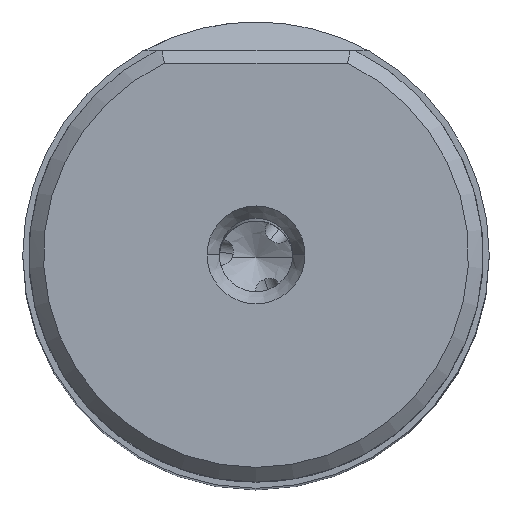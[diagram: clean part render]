
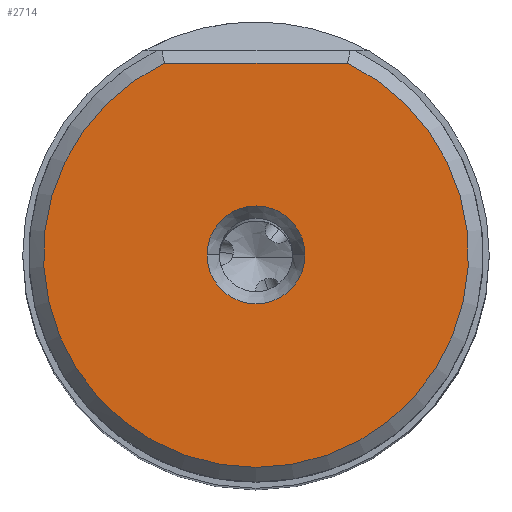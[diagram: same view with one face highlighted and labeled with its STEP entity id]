
A CAD part, top view. The second image highlights one B-rep face of the part: STEP entity #2714.
In plain terms, the highlighted planar face has unit normal (0, 0, 1).
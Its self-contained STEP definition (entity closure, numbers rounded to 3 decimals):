
#1411=FACE_BOUND('',#6158,.T.);
#1412=FACE_BOUND('',#6159,.T.);
#2714=ADVANCED_FACE('',(#1411,#1412),#3503,.T.);
#3503=PLANE('',#30960);
#6158=EDGE_LOOP('',(#17186,#17187,#17188));
#6159=EDGE_LOOP('',(#17189,#17190));
#7481=LINE('',#66412,#8684);
#8684=VECTOR('',#37011,1.);
#17186=ORIENTED_EDGE('',*,*,#25749,.F.);
#17187=ORIENTED_EDGE('',*,*,#25748,.F.);
#17188=ORIENTED_EDGE('',*,*,#25744,.T.);
#17189=ORIENTED_EDGE('',*,*,#25750,.F.);
#17190=ORIENTED_EDGE('',*,*,#25751,.F.);
#21717=VERTEX_POINT('',#66411);
#21718=VERTEX_POINT('',#66413);
#21720=VERTEX_POINT('',#66425);
#21721=VERTEX_POINT('',#66429);
#21722=VERTEX_POINT('',#66430);
#25744=EDGE_CURVE('',#21718,#21717,#7481,.T.);
#25748=EDGE_CURVE('',#21718,#21720,#27730,.T.);
#25749=EDGE_CURVE('',#21720,#21717,#27731,.T.);
#25750=EDGE_CURVE('',#21721,#21722,#27732,.T.);
#25751=EDGE_CURVE('',#21722,#21721,#27733,.T.);
#27730=CIRCLE('',#30955,17.35);
#27731=CIRCLE('',#30956,17.35);
#27732=CIRCLE('',#30958,4.);
#27733=CIRCLE('',#30959,4.);
#30955=AXIS2_PLACEMENT_3D('',#66424,#37018,#37019);
#30956=AXIS2_PLACEMENT_3D('',#66426,#37020,#37021);
#30958=AXIS2_PLACEMENT_3D('',#66428,#37024,#37025);
#30959=AXIS2_PLACEMENT_3D('',#66431,#37026,#37027);
#30960=AXIS2_PLACEMENT_3D('',#66432,#37028,#37029);
#37011=DIRECTION('',(-1.,0.,0.));
#37018=DIRECTION('',(0.,0.,-1.));
#37019=DIRECTION('',(0.43,0.903,0.));
#37020=DIRECTION('',(0.,0.,-1.));
#37021=DIRECTION('',(0.,-1.,0.));
#37024=DIRECTION('',(0.,0.,1.));
#37025=DIRECTION('',(-1.,0.,0.));
#37026=DIRECTION('',(0.,0.,1.));
#37027=DIRECTION('',(1.,0.,0.));
#37028=DIRECTION('',(0.,0.,1.));
#37029=DIRECTION('',(-1.,0.,0.));
#66411=CARTESIAN_POINT('',(-7.465,15.662,0.));
#66412=CARTESIAN_POINT('',(7.465,15.662,0.));
#66413=CARTESIAN_POINT('',(7.465,15.662,0.));
#66424=CARTESIAN_POINT('',(0.,0.,0.));
#66425=CARTESIAN_POINT('',(0.,-17.35,0.));
#66426=CARTESIAN_POINT('',(0.,0.,0.));
#66428=CARTESIAN_POINT('',(0.,0.,0.));
#66429=CARTESIAN_POINT('',(-4.,0.,0.));
#66430=CARTESIAN_POINT('',(4.,0.,0.));
#66431=CARTESIAN_POINT('',(0.,0.,0.));
#66432=CARTESIAN_POINT('',(0.,-0.844,0.));
